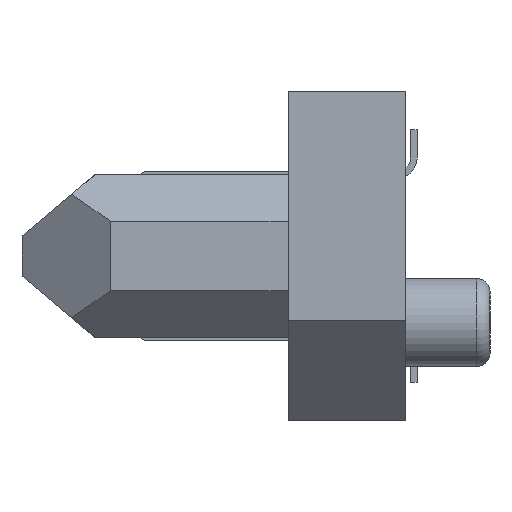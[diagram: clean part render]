
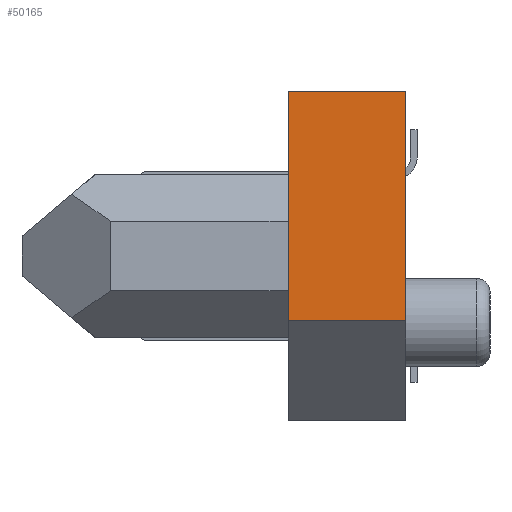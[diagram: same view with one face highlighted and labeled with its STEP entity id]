
A CAD part, left-side view. The second image highlights one B-rep face of the part: STEP entity #50165.
In plain terms, the highlighted planar face has unit normal (-1, 0, 0).
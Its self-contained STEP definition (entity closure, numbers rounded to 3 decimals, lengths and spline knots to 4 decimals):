
#12705=ORIENTED_EDGE('',*,*,#20010,.T.);
#12706=ORIENTED_EDGE('',*,*,#21656,.F.);
#12707=ORIENTED_EDGE('',*,*,#20839,.F.);
#12708=ORIENTED_EDGE('',*,*,#22417,.T.);
#20010=EDGE_CURVE('',#25941,#25940,#31817,.T.);
#20839=EDGE_CURVE('',#26769,#26770,#32641,.T.);
#21656=EDGE_CURVE('',#26770,#25940,#33458,.T.);
#22417=EDGE_CURVE('',#26769,#25941,#34015,.T.);
#25940=VERTEX_POINT('',#75502);
#25941=VERTEX_POINT('',#75504);
#26769=VERTEX_POINT('',#77161);
#26770=VERTEX_POINT('',#77163);
#31817=LINE('',#75503,#38520);
#32641=LINE('',#77162,#39344);
#33458=LINE('',#78592,#40161);
#34015=LINE('',#80059,#40718);
#38520=VECTOR('',#61444,1000.);
#39344=VECTOR('',#62280,1000.);
#40161=VECTOR('',#63505,1000.);
#40718=VECTOR('',#65010,1000.);
#43108=EDGE_LOOP('',(#12705,#12706,#12707,#12708));
#45567=FACE_BOUND('',#43108,.T.);
#47721=PLANE('',#53255);
#50165=ADVANCED_FACE('',(#45567),#47721,.F.);
#53255=AXIS2_PLACEMENT_3D('',#80060,#65011,#65012);
#61444=DIRECTION('',(0.,0.,1.));
#62280=DIRECTION('',(0.,0.,1.));
#63505=DIRECTION('',(0.,-1.,0.));
#65010=DIRECTION('',(0.,-1.,0.));
#65011=DIRECTION('',(1.,0.,0.));
#65012=DIRECTION('',(0.,0.,-1.));
#75502=CARTESIAN_POINT('',(-15.9,0.,2.475));
#75503=CARTESIAN_POINT('',(-15.9,0.,-0.975));
#75504=CARTESIAN_POINT('',(-15.9,0.,-0.975));
#77161=CARTESIAN_POINT('',(-15.9,1.765,-0.975));
#77162=CARTESIAN_POINT('',(-15.9,1.765,-0.975));
#77163=CARTESIAN_POINT('',(-15.9,1.765,2.475));
#78592=CARTESIAN_POINT('',(-15.9,1.765,2.475));
#80059=CARTESIAN_POINT('',(-15.9,1.765,-0.975));
#80060=CARTESIAN_POINT('',(-15.9,1.765,-0.975));
